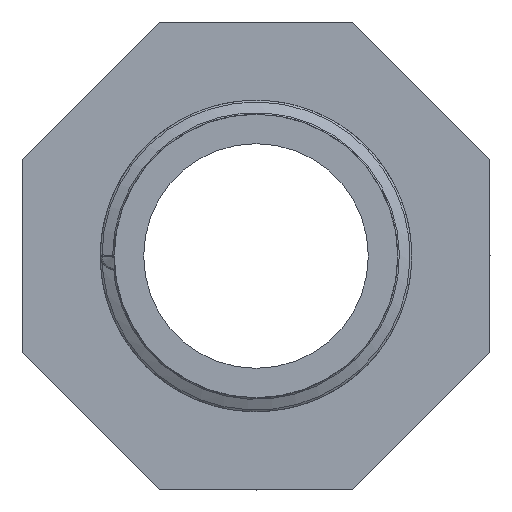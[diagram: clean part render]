
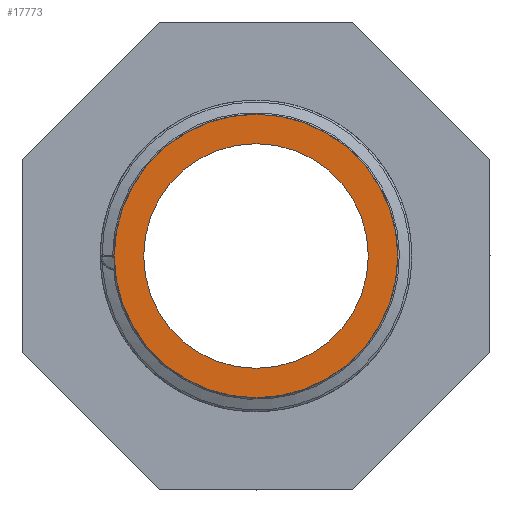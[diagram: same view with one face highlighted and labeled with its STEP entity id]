
A CAD part, left-side view. The second image highlights one B-rep face of the part: STEP entity #17773.
In plain terms, the highlighted planar face has unit normal (-1, 0, 0).
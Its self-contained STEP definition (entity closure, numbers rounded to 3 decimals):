
#3812 = CARTESIAN_POINT ( 'NONE',  ( 0., 0., 0. ) ) ;
#3813 = DIRECTION ( 'NONE',  ( 1., 0., 0. ) ) ;
#3814 = DIRECTION ( 'NONE',  ( 0., 0., -1. ) ) ;
#3877 = CARTESIAN_POINT ( 'NONE',  ( 0., 0., 0. ) ) ;
#3878 = DIRECTION ( 'NONE',  ( 1., 0., 0. ) ) ;
#3879 = DIRECTION ( 'NONE',  ( 0., 0., -1. ) ) ;
#4011 = CIRCLE ( 'NONE', #4013, 12. ) ;
#4013 = AXIS2_PLACEMENT_3D ( 'NONE', #19625, #19626, #19627 ) ;
#4117 = CIRCLE ( 'NONE', #4118, 15.146 ) ;
#4118 = AXIS2_PLACEMENT_3D ( 'NONE', #3812, #3813, #3814 ) ;
#4120 = CIRCLE ( 'NONE', #4123, 15.146 ) ;
#4123 = AXIS2_PLACEMENT_3D ( 'NONE', #3877, #3878, #3879 ) ;
#4145 = CIRCLE ( 'NONE', #4147, 12. ) ;
#4147 = AXIS2_PLACEMENT_3D ( 'NONE', #13207, #13209, #13211 ) ;
#4204 = AXIS2_PLACEMENT_3D ( 'NONE', #10897, #10912, #10913 ) ;
#6175 = EDGE_LOOP ( 'NONE', ( #12211, #12212 ) ) ;
#6179 = EDGE_LOOP ( 'NONE', ( #12213, #12214 ) ) ;
#9751 = EDGE_CURVE ( 'NONE', #13623, #13315, #4011, .T. ) ;
#9925 = EDGE_CURVE ( 'NONE', #13353, #13387, #4117, .T. ) ;
#9935 = EDGE_CURVE ( 'NONE', #13387, #13353, #4120, .T. ) ;
#9961 = EDGE_CURVE ( 'NONE', #13315, #13623, #4145, .T. ) ;
#10897 = CARTESIAN_POINT ( 'NONE',  ( 0., 12., 0. ) ) ;
#10908 = FACE_BOUND ( 'NONE', #6175, .T. ) ;
#10909 = FACE_OUTER_BOUND ( 'NONE', #6179, .T. ) ;
#10910 = PLANE ( 'NONE',  #4204 ) ;
#10912 = DIRECTION ( 'NONE',  ( -1., 0., 0. ) ) ;
#10913 = DIRECTION ( 'NONE',  ( 0., 0., 1. ) ) ;
#12211 = ORIENTED_EDGE ( 'NONE', *, *, #9961, .T. ) ;
#12212 = ORIENTED_EDGE ( 'NONE', *, *, #9751, .T. ) ;
#12213 = ORIENTED_EDGE ( 'NONE', *, *, #9935, .F. ) ;
#12214 = ORIENTED_EDGE ( 'NONE', *, *, #9925, .F. ) ;
#13207 = CARTESIAN_POINT ( 'NONE',  ( 0., 0., 0. ) ) ;
#13209 = DIRECTION ( 'NONE',  ( 1., 0., 0. ) ) ;
#13211 = DIRECTION ( 'NONE',  ( 0., 0., -1. ) ) ;
#13315 = VERTEX_POINT ( 'NONE', #15152 ) ;
#13353 = VERTEX_POINT ( 'NONE', #15082 ) ;
#13387 = VERTEX_POINT ( 'NONE', #15098 ) ;
#13623 = VERTEX_POINT ( 'NONE', #15308 ) ;
#15082 = CARTESIAN_POINT ( 'NONE',  ( 0., 0., 15.146 ) ) ;
#15098 = CARTESIAN_POINT ( 'NONE',  ( 0., 0., -15.146 ) ) ;
#15152 = CARTESIAN_POINT ( 'NONE',  ( 0., 0., -12. ) ) ;
#15308 = CARTESIAN_POINT ( 'NONE',  ( 0., 0., 12. ) ) ;
#17773 = ADVANCED_FACE ( 'NONE', ( #10908, #10909 ), #10910, .T. ) ;
#19625 = CARTESIAN_POINT ( 'NONE',  ( 0., 0., 0. ) ) ;
#19626 = DIRECTION ( 'NONE',  ( 1., 0., 0. ) ) ;
#19627 = DIRECTION ( 'NONE',  ( 0., 0., -1. ) ) ;
